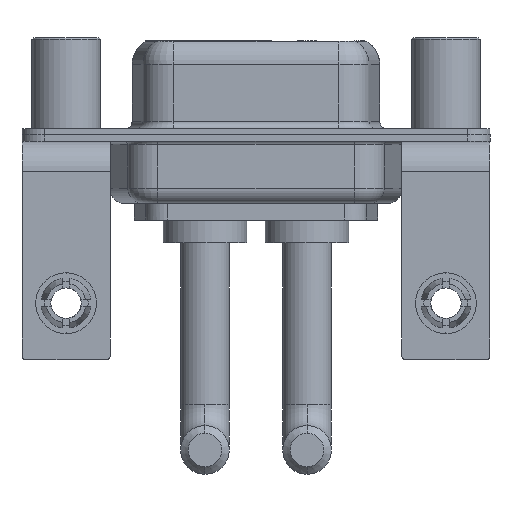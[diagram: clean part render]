
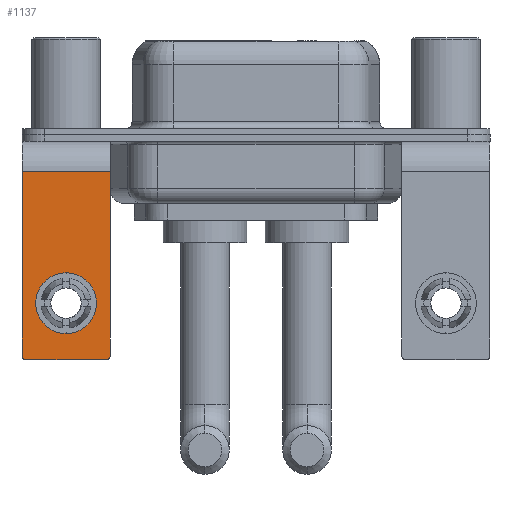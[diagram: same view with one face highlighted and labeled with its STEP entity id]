
A CAD part, front view. The second image highlights one B-rep face of the part: STEP entity #1137.
In plain terms, the highlighted planar face has unit normal (0, -1, 0).
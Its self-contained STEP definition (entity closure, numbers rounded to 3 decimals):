
#91 = CARTESIAN_POINT ( 'NONE',  ( -2.65, -6.25, -14.55 ) ) ;
#110 = EDGE_LOOP ( 'NONE', ( #13538, #1529 ) ) ;
#508 = CARTESIAN_POINT ( 'NONE',  ( -2.9, -6.25, -2.4 ) ) ;
#1137 = ADVANCED_FACE ( 'NONE', ( #16201, #12508 ), #14986, .F. ) ;
#1143 = CARTESIAN_POINT ( 'NONE',  ( 2.9, -6.25, -2.4 ) ) ;
#1529 = ORIENTED_EDGE ( 'NONE', *, *, #16896, .T. ) ;
#1823 = VERTEX_POINT ( 'NONE', #3693 ) ;
#1928 = CARTESIAN_POINT ( 'NONE',  ( 2.9, -6.25, -2.4 ) ) ;
#2118 = AXIS2_PLACEMENT_3D ( 'NONE', #16477, #2868, #12598 ) ;
#2698 = CARTESIAN_POINT ( 'NONE',  ( 2.9, -6.25, -2.4 ) ) ;
#2868 = DIRECTION ( 'NONE',  ( 0., 1., 0. ) ) ;
#3371 = DIRECTION ( 'NONE',  ( 0., 1., 0. ) ) ;
#3470 = VERTEX_POINT ( 'NONE', #9423 ) ;
#3495 = LINE ( 'NONE', #11633, #13965 ) ;
#3604 = VECTOR ( 'NONE', #12073, 1000. ) ;
#3693 = CARTESIAN_POINT ( 'NONE',  ( 0., -6.25, -13.07 ) ) ;
#3752 = DIRECTION ( 'NONE',  ( 0., -1., 0. ) ) ;
#3876 = AXIS2_PLACEMENT_3D ( 'NONE', #10095, #3371, #12480 ) ;
#4638 = CARTESIAN_POINT ( 'NONE',  ( 2.9, -6.25, -14.55 ) ) ;
#5291 = CIRCLE ( 'NONE', #15761, 2. ) ;
#5340 = ORIENTED_EDGE ( 'NONE', *, *, #17011, .F. ) ;
#5345 = DIRECTION ( 'NONE',  ( -1., 0., 0. ) ) ;
#5666 = EDGE_CURVE ( 'NONE', #10748, #17117, #3495, .T. ) ;
#5771 = VERTEX_POINT ( 'NONE', #4638 ) ;
#5873 = EDGE_CURVE ( 'NONE', #15427, #5771, #14731, .T. ) ;
#5987 = AXIS2_PLACEMENT_3D ( 'NONE', #9062, #3752, #14624 ) ;
#6403 = ORIENTED_EDGE ( 'NONE', *, *, #5873, .T. ) ;
#7185 = EDGE_CURVE ( 'NONE', #17117, #3470, #13297, .T. ) ;
#7388 = ORIENTED_EDGE ( 'NONE', *, *, #5666, .T. ) ;
#7539 = VECTOR ( 'NONE', #15689, 1000. ) ;
#7851 = LINE ( 'NONE', #2698, #16297 ) ;
#8615 = EDGE_CURVE ( 'NONE', #1823, #14408, #5291, .T. ) ;
#8639 = EDGE_LOOP ( 'NONE', ( #7388, #8741, #11485, #6403, #5340, #13199 ) ) ;
#8741 = ORIENTED_EDGE ( 'NONE', *, *, #7185, .T. ) ;
#8770 = DIRECTION ( 'NONE',  ( 0., 0., 1. ) ) ;
#9062 = CARTESIAN_POINT ( 'NONE',  ( 2.65, -6.25, -14.55 ) ) ;
#9423 = CARTESIAN_POINT ( 'NONE',  ( -2.65, -6.25, -14.8 ) ) ;
#10095 = CARTESIAN_POINT ( 'NONE',  ( 0., -6.25, -11.07 ) ) ;
#10204 = CARTESIAN_POINT ( 'NONE',  ( 0., -6.25, -9.07 ) ) ;
#10295 = CARTESIAN_POINT ( 'NONE',  ( 2.9, -6.25, -14.8 ) ) ;
#10748 = VERTEX_POINT ( 'NONE', #508 ) ;
#11134 = DIRECTION ( 'NONE',  ( 0., -1., 0. ) ) ;
#11485 = ORIENTED_EDGE ( 'NONE', *, *, #16062, .F. ) ;
#11516 = CIRCLE ( 'NONE', #3876, 2. ) ;
#11633 = CARTESIAN_POINT ( 'NONE',  ( -2.9, -6.25, -2.4 ) ) ;
#12073 = DIRECTION ( 'NONE',  ( 0., 0., -1. ) ) ;
#12480 = DIRECTION ( 'NONE',  ( 0., 0., 1. ) ) ;
#12508 = FACE_OUTER_BOUND ( 'NONE', #8639, .T. ) ;
#12598 = DIRECTION ( 'NONE',  ( 0., 0., 1. ) ) ;
#12920 = CARTESIAN_POINT ( 'NONE',  ( 0., -6.25, -11.07 ) ) ;
#13199 = ORIENTED_EDGE ( 'NONE', *, *, #17048, .T. ) ;
#13297 = CIRCLE ( 'NONE', #16975, 0.25 ) ;
#13538 = ORIENTED_EDGE ( 'NONE', *, *, #8615, .T. ) ;
#13965 = VECTOR ( 'NONE', #14281, 1000. ) ;
#14222 = CARTESIAN_POINT ( 'NONE',  ( 2.65, -6.25, -14.8 ) ) ;
#14281 = DIRECTION ( 'NONE',  ( 0., 0., -1. ) ) ;
#14408 = VERTEX_POINT ( 'NONE', #10204 ) ;
#14623 = LINE ( 'NONE', #10295, #7539 ) ;
#14624 = DIRECTION ( 'NONE',  ( 0., 0., 1. ) ) ;
#14653 = LINE ( 'NONE', #1143, #3604 ) ;
#14731 = CIRCLE ( 'NONE', #5987, 0.25 ) ;
#14733 = CARTESIAN_POINT ( 'NONE',  ( -2.9, -6.25, -14.55 ) ) ;
#14986 = PLANE ( 'NONE',  #2118 ) ;
#15029 = DIRECTION ( 'NONE',  ( 0., 0., 1. ) ) ;
#15049 = VERTEX_POINT ( 'NONE', #1928 ) ;
#15427 = VERTEX_POINT ( 'NONE', #14222 ) ;
#15689 = DIRECTION ( 'NONE',  ( -1., 0., 0. ) ) ;
#15761 = AXIS2_PLACEMENT_3D ( 'NONE', #12920, #16971, #8770 ) ;
#16062 = EDGE_CURVE ( 'NONE', #15427, #3470, #14623, .T. ) ;
#16201 = FACE_BOUND ( 'NONE', #110, .T. ) ;
#16297 = VECTOR ( 'NONE', #5345, 1000. ) ;
#16477 = CARTESIAN_POINT ( 'NONE',  ( 2.9, -6.25, -2.4 ) ) ;
#16896 = EDGE_CURVE ( 'NONE', #14408, #1823, #11516, .T. ) ;
#16971 = DIRECTION ( 'NONE',  ( 0., 1., 0. ) ) ;
#16975 = AXIS2_PLACEMENT_3D ( 'NONE', #91, #11134, #15029 ) ;
#17011 = EDGE_CURVE ( 'NONE', #15049, #5771, #14653, .T. ) ;
#17048 = EDGE_CURVE ( 'NONE', #15049, #10748, #7851, .T. ) ;
#17117 = VERTEX_POINT ( 'NONE', #14733 ) ;
